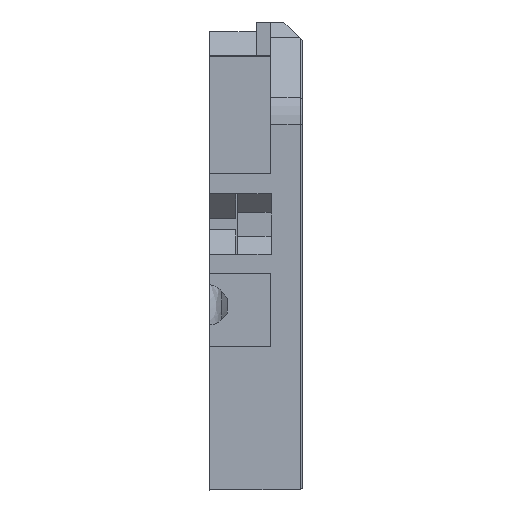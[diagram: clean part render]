
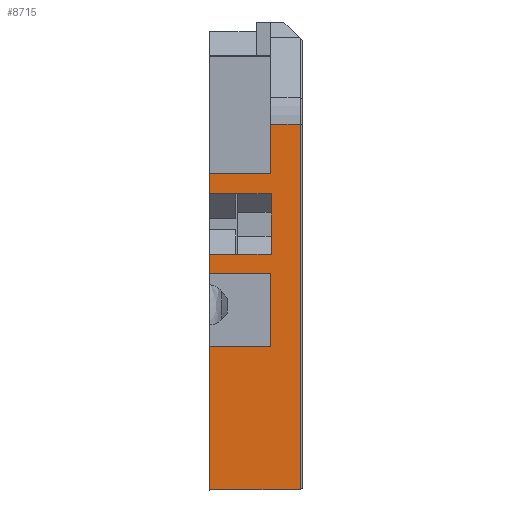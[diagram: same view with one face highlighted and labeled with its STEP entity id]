
A CAD part, top view. The second image highlights one B-rep face of the part: STEP entity #8715.
In plain terms, the highlighted planar face has unit normal (0, 0, 1).
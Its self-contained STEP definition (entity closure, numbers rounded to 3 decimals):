
#354=LINE('',#12744,#1432);
#386=LINE('',#12847,#1464);
#388=LINE('',#12851,#1466);
#389=LINE('',#12853,#1467);
#390=LINE('',#12855,#1468);
#391=LINE('',#12857,#1469);
#392=LINE('',#12859,#1470);
#393=LINE('',#12861,#1471);
#394=LINE('',#12863,#1472);
#395=LINE('',#12865,#1473);
#396=LINE('',#12867,#1474);
#397=LINE('',#12869,#1475);
#398=LINE('',#12871,#1476);
#399=LINE('',#12872,#1477);
#1432=VECTOR('',#10200,10.);
#1464=VECTOR('',#10274,10.);
#1466=VECTOR('',#10278,10.);
#1467=VECTOR('',#10279,10.);
#1468=VECTOR('',#10280,10.);
#1469=VECTOR('',#10281,10.);
#1470=VECTOR('',#10282,10.);
#1471=VECTOR('',#10283,10.);
#1472=VECTOR('',#10284,10.);
#1473=VECTOR('',#10285,10.);
#1474=VECTOR('',#10286,10.);
#1475=VECTOR('',#10287,10.);
#1476=VECTOR('',#10288,10.);
#1477=VECTOR('',#10289,10.);
#2359=PLANE('',#9263);
#2774=FACE_OUTER_BOUND('',#3277,.T.);
#3277=EDGE_LOOP('',(#6458,#6459,#6460,#6461,#6462,#6463,#6464,#6465,#6466,
#6467,#6468,#6469,#6470,#6471));
#4083=VERTEX_POINT('',#12741);
#4084=VERTEX_POINT('',#12743);
#4107=VERTEX_POINT('',#12846);
#4108=VERTEX_POINT('',#12850);
#4109=VERTEX_POINT('',#12852);
#4110=VERTEX_POINT('',#12854);
#4111=VERTEX_POINT('',#12856);
#4112=VERTEX_POINT('',#12858);
#4113=VERTEX_POINT('',#12860);
#4114=VERTEX_POINT('',#12862);
#4115=VERTEX_POINT('',#12864);
#4116=VERTEX_POINT('',#12866);
#4117=VERTEX_POINT('',#12868);
#4118=VERTEX_POINT('',#12870);
#4987=EDGE_CURVE('',#4084,#4083,#354,.T.);
#5028=EDGE_CURVE('',#4084,#4107,#386,.T.);
#5030=EDGE_CURVE('',#4083,#4108,#388,.T.);
#5031=EDGE_CURVE('',#4109,#4108,#389,.T.);
#5032=EDGE_CURVE('',#4109,#4110,#390,.T.);
#5033=EDGE_CURVE('',#4111,#4110,#391,.T.);
#5034=EDGE_CURVE('',#4112,#4111,#392,.T.);
#5035=EDGE_CURVE('',#4112,#4113,#393,.T.);
#5036=EDGE_CURVE('',#4113,#4114,#394,.T.);
#5037=EDGE_CURVE('',#4114,#4115,#395,.T.);
#5038=EDGE_CURVE('',#4116,#4115,#396,.T.);
#5039=EDGE_CURVE('',#4116,#4117,#397,.T.);
#5040=EDGE_CURVE('',#4118,#4117,#398,.T.);
#5041=EDGE_CURVE('',#4107,#4118,#399,.T.);
#6458=ORIENTED_EDGE('',*,*,#4987,.T.);
#6459=ORIENTED_EDGE('',*,*,#5030,.T.);
#6460=ORIENTED_EDGE('',*,*,#5031,.F.);
#6461=ORIENTED_EDGE('',*,*,#5032,.T.);
#6462=ORIENTED_EDGE('',*,*,#5033,.F.);
#6463=ORIENTED_EDGE('',*,*,#5034,.F.);
#6464=ORIENTED_EDGE('',*,*,#5035,.T.);
#6465=ORIENTED_EDGE('',*,*,#5036,.T.);
#6466=ORIENTED_EDGE('',*,*,#5037,.T.);
#6467=ORIENTED_EDGE('',*,*,#5038,.F.);
#6468=ORIENTED_EDGE('',*,*,#5039,.T.);
#6469=ORIENTED_EDGE('',*,*,#5040,.F.);
#6470=ORIENTED_EDGE('',*,*,#5041,.F.);
#6471=ORIENTED_EDGE('',*,*,#5028,.F.);
#8715=ADVANCED_FACE('',(#2774),#2359,.F.);
#9263=AXIS2_PLACEMENT_3D('',#12849,#10276,#10277);
#10200=DIRECTION('',(0.,1.,0.));
#10274=DIRECTION('',(-1.,0.,0.));
#10276=DIRECTION('center_axis',(0.,0.,-1.));
#10277=DIRECTION('ref_axis',(0.,-1.,0.));
#10278=DIRECTION('',(-1.,0.,0.));
#10279=DIRECTION('',(0.,1.,0.));
#10280=DIRECTION('',(-1.,0.,0.));
#10281=DIRECTION('',(0.,1.,0.));
#10282=DIRECTION('',(-1.,0.,0.));
#10283=DIRECTION('',(0.,-1.,0.));
#10284=DIRECTION('',(-1.,0.,0.));
#10285=DIRECTION('',(0.,-1.,0.));
#10286=DIRECTION('',(-1.,0.,0.));
#10287=DIRECTION('',(0.,-1.,0.));
#10288=DIRECTION('',(1.,0.,0.));
#10289=DIRECTION('',(0.,1.,0.));
#12741=CARTESIAN_POINT('',(17.1,-40.75,9.17));
#12743=CARTESIAN_POINT('',(17.1,-109.702,9.17));
#12744=CARTESIAN_POINT('',(17.1,-54.38,9.17));
#12846=CARTESIAN_POINT('',(0.,-109.702,9.17));
#12847=CARTESIAN_POINT('',(10.875,-109.702,9.17));
#12849=CARTESIAN_POINT('Origin',(13.5,-42.954,9.17));
#12850=CARTESIAN_POINT('',(11.5,-40.75,9.17));
#12851=CARTESIAN_POINT('',(12.5,-40.75,9.17));
#12852=CARTESIAN_POINT('',(11.5,-50.,9.17));
#12853=CARTESIAN_POINT('',(11.5,-38.214,9.17));
#12854=CARTESIAN_POINT('',(0.,-50.,9.17));
#12855=CARTESIAN_POINT('',(0.75,-50.,9.17));
#12856=CARTESIAN_POINT('',(0.,-53.9,9.17));
#12857=CARTESIAN_POINT('',(0.,-53.683,9.17));
#12858=CARTESIAN_POINT('',(11.6,-53.9,9.17));
#12859=CARTESIAN_POINT('',(1.,-53.9,9.17));
#12860=CARTESIAN_POINT('',(11.6,-65.302,9.17));
#12861=CARTESIAN_POINT('',(11.6,-52.778,9.17));
#12862=CARTESIAN_POINT('',(0.,-65.302,9.17));
#12863=CARTESIAN_POINT('',(0.,-65.302,9.17));
#12864=CARTESIAN_POINT('',(0.,-68.902,9.17));
#12865=CARTESIAN_POINT('',(0.,-55.591,9.17));
#12866=CARTESIAN_POINT('',(11.5,-68.902,9.17));
#12867=CARTESIAN_POINT('',(11.45,-68.902,9.17));
#12868=CARTESIAN_POINT('',(11.5,-82.702,9.17));
#12869=CARTESIAN_POINT('',(11.5,-55.978,9.17));
#12870=CARTESIAN_POINT('',(0.,-82.702,9.17));
#12871=CARTESIAN_POINT('',(11.45,-82.702,9.17));
#12872=CARTESIAN_POINT('',(0.,-82.733,9.17));
